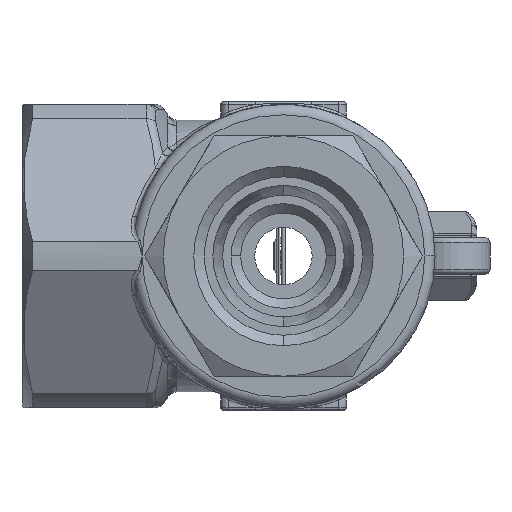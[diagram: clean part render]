
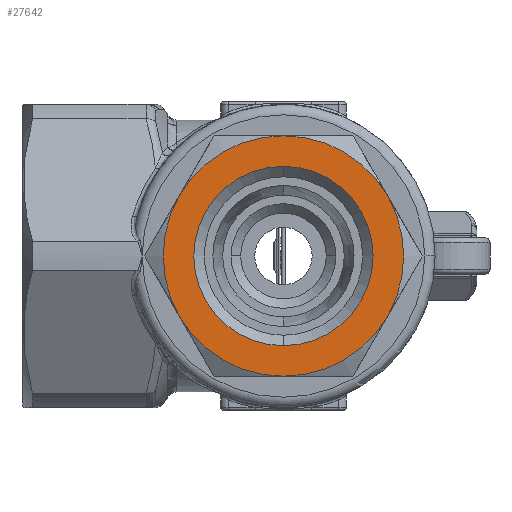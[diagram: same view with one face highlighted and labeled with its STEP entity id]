
A CAD part, front view. The second image highlights one B-rep face of the part: STEP entity #27642.
In plain terms, the highlighted planar face has unit normal (0, -1, 0).
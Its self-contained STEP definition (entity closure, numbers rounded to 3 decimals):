
#9874 = CARTESIAN_POINT ( 'NONE',  ( 0., -47., 17.145 ) ) ;
#9913 = DIRECTION ( 'NONE',  ( 0., 0., 1. ) ) ;
#9915 = DIRECTION ( 'NONE',  ( 0., 1., 0. ) ) ;
#9917 = CARTESIAN_POINT ( 'NONE',  ( 0., -47., 0. ) ) ;
#9918 = AXIS2_PLACEMENT_3D ( 'NONE', #9917, #9915, #9913 ) ;
#9920 = CIRCLE ( 'NONE', #9918, 17.145 ) ;
#9929 = CARTESIAN_POINT ( 'NONE',  ( 0., -47., -17.145 ) ) ;
#10937 = CARTESIAN_POINT ( 'NONE',  ( 19.919, -47., 11.5 ) ) ;
#11098 = DIRECTION ( 'NONE',  ( 0., -1., 0. ) ) ;
#11107 = CARTESIAN_POINT ( 'NONE',  ( 0., -47., 23. ) ) ;
#11109 = CIRCLE ( 'NONE', #11137, 23. ) ;
#11137 = AXIS2_PLACEMENT_3D ( 'NONE', #11148, #11098, #11241 ) ;
#11148 = CARTESIAN_POINT ( 'NONE',  ( 0., -47., 0. ) ) ;
#11241 = DIRECTION ( 'NONE',  ( 0., 0., 1. ) ) ;
#11242 = CARTESIAN_POINT ( 'NONE',  ( -19.919, -47., 11.5 ) ) ;
#11355 = CARTESIAN_POINT ( 'NONE',  ( 19.919, -47., -11.5 ) ) ;
#11362 = CARTESIAN_POINT ( 'NONE',  ( -19.919, -47., -11.5 ) ) ;
#11399 = CARTESIAN_POINT ( 'NONE',  ( 0., -47., -23. ) ) ;
#11484 = DIRECTION ( 'NONE',  ( 0., 0., 1. ) ) ;
#11486 = DIRECTION ( 'NONE',  ( 0., -1., 0. ) ) ;
#11488 = CARTESIAN_POINT ( 'NONE',  ( 0., -47., 0. ) ) ;
#11494 = AXIS2_PLACEMENT_3D ( 'NONE', #11488, #11486, #11484 ) ;
#11496 = CIRCLE ( 'NONE', #11494, 23. ) ;
#11498 = DIRECTION ( 'NONE',  ( 0., 0., 1. ) ) ;
#11500 = DIRECTION ( 'NONE',  ( 0., -1., 0. ) ) ;
#11502 = CARTESIAN_POINT ( 'NONE',  ( 0., -47., 0. ) ) ;
#11504 = AXIS2_PLACEMENT_3D ( 'NONE', #11502, #11500, #11498 ) ;
#11506 = CIRCLE ( 'NONE', #11504, 23. ) ;
#11510 = FACE_OUTER_BOUND ( 'NONE', #27649, .T. ) ;
#11543 = FACE_BOUND ( 'NONE', #27567, .T. ) ;
#11549 = AXIS2_PLACEMENT_3D ( 'NONE', #11612, #11611, #11609 ) ;
#11554 = CIRCLE ( 'NONE', #11688, 23. ) ;
#11581 = PLANE ( 'NONE',  #11549 ) ;
#11595 = DIRECTION ( 'NONE',  ( 0., 0., 1. ) ) ;
#11596 = DIRECTION ( 'NONE',  ( 0., -1., 0. ) ) ;
#11597 = CARTESIAN_POINT ( 'NONE',  ( 0., -47., 0. ) ) ;
#11599 = AXIS2_PLACEMENT_3D ( 'NONE', #11597, #11596, #11595 ) ;
#11601 = CARTESIAN_POINT ( 'NONE',  ( 0., -47., 0. ) ) ;
#11603 = DIRECTION ( 'NONE',  ( 0., 0., 1. ) ) ;
#11604 = DIRECTION ( 'NONE',  ( 0., 1., 0. ) ) ;
#11605 = AXIS2_PLACEMENT_3D ( 'NONE', #11613, #11604, #11603 ) ;
#11607 = CIRCLE ( 'NONE', #11599, 23. ) ;
#11609 = DIRECTION ( 'NONE',  ( 0., 0., 1. ) ) ;
#11611 = DIRECTION ( 'NONE',  ( 0., 1., 0. ) ) ;
#11612 = CARTESIAN_POINT ( 'NONE',  ( 39.837, -47., 23. ) ) ;
#11613 = CARTESIAN_POINT ( 'NONE',  ( 0., -47., 0. ) ) ;
#11622 = CIRCLE ( 'NONE', #11605, 23. ) ;
#11638 = DIRECTION ( 'NONE',  ( 0., 0., 1. ) ) ;
#11639 = DIRECTION ( 'NONE',  ( 0., 1., 0. ) ) ;
#11640 = CARTESIAN_POINT ( 'NONE',  ( 0., -47., 0. ) ) ;
#11641 = AXIS2_PLACEMENT_3D ( 'NONE', #11640, #11639, #11638 ) ;
#11651 = CIRCLE ( 'NONE', #11641, 17.145 ) ;
#11685 = DIRECTION ( 'NONE',  ( 0., 0., 1. ) ) ;
#11687 = DIRECTION ( 'NONE',  ( 0., -1., 0. ) ) ;
#11688 = AXIS2_PLACEMENT_3D ( 'NONE', #11601, #11687, #11685 ) ;
#27226 = VERTEX_POINT ( 'NONE', #9874 ) ;
#27227 = VERTEX_POINT ( 'NONE', #9929 ) ;
#27230 = EDGE_CURVE ( 'NONE', #27227, #27226, #9920, .T. ) ;
#27512 = VERTEX_POINT ( 'NONE', #10937 ) ;
#27539 = VERTEX_POINT ( 'NONE', #11107 ) ;
#27551 = EDGE_CURVE ( 'NONE', #27579, #27598, #11109, .T. ) ;
#27567 = EDGE_LOOP ( 'NONE', ( #27645, #27647 ) ) ;
#27571 = VERTEX_POINT ( 'NONE', #11242 ) ;
#27579 = VERTEX_POINT ( 'NONE', #11399 ) ;
#27595 = VERTEX_POINT ( 'NONE', #11362 ) ;
#27598 = VERTEX_POINT ( 'NONE', #11355 ) ;
#27622 = ORIENTED_EDGE ( 'NONE', *, *, #27626, .T. ) ;
#27623 = EDGE_CURVE ( 'NONE', #27595, #27579, #11506, .T. ) ;
#27625 = ORIENTED_EDGE ( 'NONE', *, *, #27551, .T. ) ;
#27626 = EDGE_CURVE ( 'NONE', #27598, #27512, #11496, .T. ) ;
#27642 = ADVANCED_FACE ( 'NONE', ( #11543, #11510 ), #11581, .F. ) ;
#27644 = EDGE_CURVE ( 'NONE', #27539, #27512, #11622, .T. ) ;
#27645 = ORIENTED_EDGE ( 'NONE', *, *, #27230, .T. ) ;
#27646 = ORIENTED_EDGE ( 'NONE', *, *, #27623, .T. ) ;
#27647 = ORIENTED_EDGE ( 'NONE', *, *, #27664, .T. ) ;
#27649 = EDGE_LOOP ( 'NONE', ( #27651, #27657, #27656, #27646, #27625, #27622 ) ) ;
#27651 = ORIENTED_EDGE ( 'NONE', *, *, #27644, .F. ) ;
#27656 = ORIENTED_EDGE ( 'NONE', *, *, #27658, .T. ) ;
#27657 = ORIENTED_EDGE ( 'NONE', *, *, #27659, .T. ) ;
#27658 = EDGE_CURVE ( 'NONE', #27571, #27595, #11607, .T. ) ;
#27659 = EDGE_CURVE ( 'NONE', #27539, #27571, #11554, .T. ) ;
#27664 = EDGE_CURVE ( 'NONE', #27226, #27227, #11651, .T. ) ;
